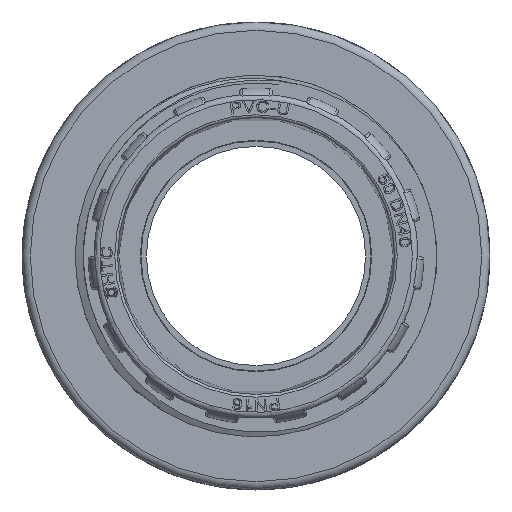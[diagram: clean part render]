
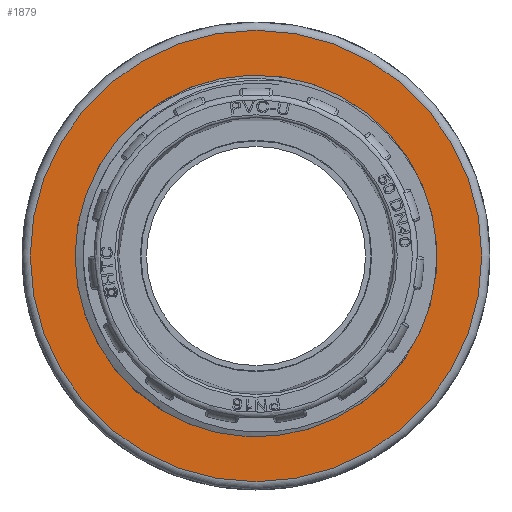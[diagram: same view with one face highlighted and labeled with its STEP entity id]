
A CAD part, front view. The second image highlights one B-rep face of the part: STEP entity #1879.
In plain terms, the highlighted planar face has unit normal (0, -1, 0).
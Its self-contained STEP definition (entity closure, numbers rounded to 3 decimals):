
#1879=ADVANCED_FACE('',(#4236,#4237),#2504,.T.);
#2504=PLANE('',#16841);
#4236=FACE_BOUND('',#4812,.T.);
#4237=FACE_BOUND('',#4813,.T.);
#4812=EDGE_LOOP('',(#8391));
#4813=EDGE_LOOP('',(#8392));
#5568=CIRCLE('',#16839,41.);
#5569=CIRCLE('',#16840,32.855);
#8391=ORIENTED_EDGE('',*,*,#13634,.T.);
#8392=ORIENTED_EDGE('',*,*,#13635,.T.);
#11624=VERTEX_POINT('',#33293);
#11625=VERTEX_POINT('',#33295);
#13634=EDGE_CURVE('',#11624,#11624,#5568,.T.);
#13635=EDGE_CURVE('',#11625,#11625,#5569,.T.);
#16839=AXIS2_PLACEMENT_3D('',#33292,#19063,#19064);
#16840=AXIS2_PLACEMENT_3D('',#33294,#19065,#19066);
#16841=AXIS2_PLACEMENT_3D('',#33296,#19067,#19068);
#19063=DIRECTION('',(0.,-1.,0.));
#19064=DIRECTION('',(-1.,0.,0.));
#19065=DIRECTION('',(0.,1.,0.));
#19066=DIRECTION('',(-1.,0.,0.));
#19067=DIRECTION('',(0.,-1.,0.));
#19068=DIRECTION('',(-1.,0.,0.));
#33292=CARTESIAN_POINT('',(1005.34,579.944,0.));
#33293=CARTESIAN_POINT('',(964.34,579.944,0.));
#33294=CARTESIAN_POINT('',(1005.34,579.944,0.));
#33295=CARTESIAN_POINT('',(972.485,579.944,0.));
#33296=CARTESIAN_POINT('',(1005.34,579.944,0.));
